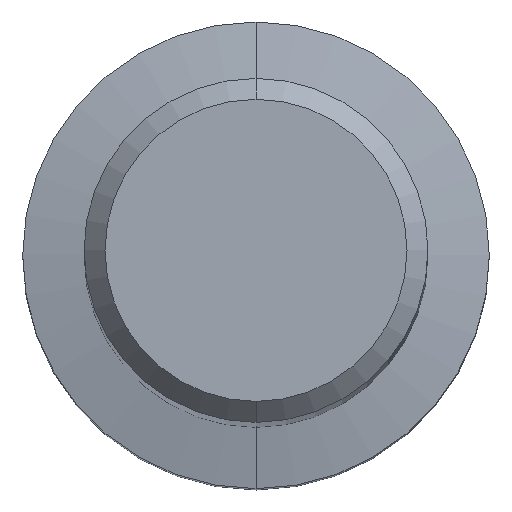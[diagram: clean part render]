
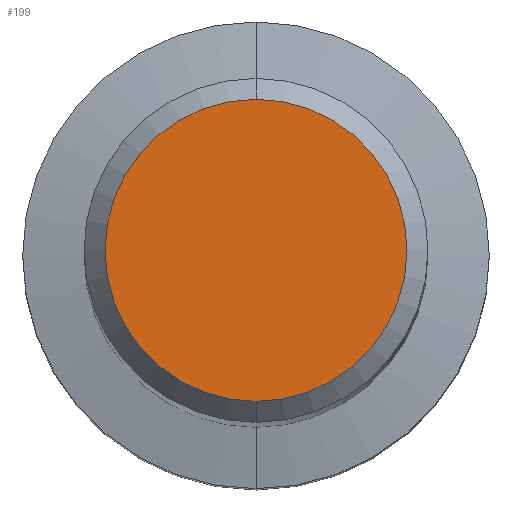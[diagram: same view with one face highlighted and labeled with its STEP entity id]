
A CAD part, top view. The second image highlights one B-rep face of the part: STEP entity #199.
In plain terms, the highlighted planar face has unit normal (0, 0, 1).
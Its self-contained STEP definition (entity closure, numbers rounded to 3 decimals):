
#133=VERTEX_POINT('',#333);
#187=EDGE_CURVE('',#279,#133,#394,.T.);
#199=ADVANCED_FACE('',(#408),#409,.T.);
#279=VERTEX_POINT('',#500);
#295=EDGE_CURVE('',#133,#279,#518,.T.);
#333=CARTESIAN_POINT('',(0.,-3.6,0.0));
#394=CIRCLE('',#629,3.6);
#408=FACE_OUTER_BOUND('',#645,.T.);
#409=PLANE('',#646);
#500=CARTESIAN_POINT('',(0.0,3.6,0.0));
#518=CIRCLE('',#787,3.6);
#629=AXIS2_PLACEMENT_3D('',#879,#880,#881);
#645=EDGE_LOOP('',(#905,#906));
#646=AXIS2_PLACEMENT_3D('',#907,#908,#909);
#787=AXIS2_PLACEMENT_3D('',#1053,#1054,#1055);
#879=CARTESIAN_POINT('',(0.0,0.0,0.0));
#880=DIRECTION('',(0.0,0.0,-1.0));
#881=DIRECTION('',(0.0,1.0,0.0));
#905=ORIENTED_EDGE('',*,*,#187,.F.);
#906=ORIENTED_EDGE('',*,*,#295,.F.);
#907=CARTESIAN_POINT('',(0.0,1.8,0.0));
#908=DIRECTION('',(-0.0,0.0,1.0));
#909=DIRECTION('',(0.0,-1.0,0.0));
#1053=CARTESIAN_POINT('',(0.0,0.0,0.0));
#1054=DIRECTION('',(0.0,0.0,-1.0));
#1055=DIRECTION('',(0.0,1.0,0.0));
